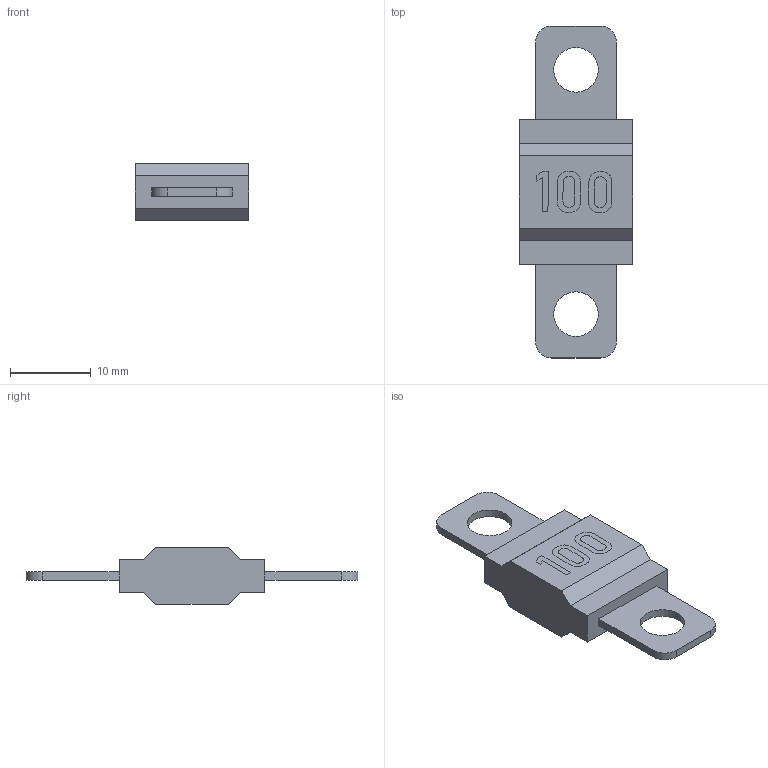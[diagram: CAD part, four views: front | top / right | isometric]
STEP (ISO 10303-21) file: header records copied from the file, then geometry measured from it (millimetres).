
FILE_DESCRIPTION(/* description */ (''),/* implementation_level */ '2;1');
FILE_NAME(/* name */ '100 anlfuse v4.step',/* time_stamp */ '2022-07-11T00:02:04+03:00',/* author */ (''),/* organization */ (''),/* preprocessor_version */ 'ST-DEVELOPER v19.2',/* originating_system */ 'Autodesk Translation Framework v12.6.0.85',/* authorisation */ '');
FILE_SCHEMA (('AUTOMOTIVE_DESIGN { 1 0 10303 214 3 1 1 }'));
Length unit declared in the file: millimetre
Products named in the file (1): 100 anlfuse
Bounding box: 14 x 41 x 7 mm (x, y, z)
Volume: 1628.1 mm3; surface area: 1293 mm2
Topology: 1 solids, 1 shells, 40 faces, 131 edges, 100 vertices
Faces by surface type: plane 29, cylinder 6, bspline 5
Full cylindrical faces by diameter (mm): 5.5 x2
Entity records: 1663 total; most frequent: CARTESIAN_POINT 465, ORIENTED_EDGE 262, DIRECTION 178, EDGE_CURVE 131, VERTEX_POINT 100, LINE 82, VECTOR 82, EDGE_LOOP 51
